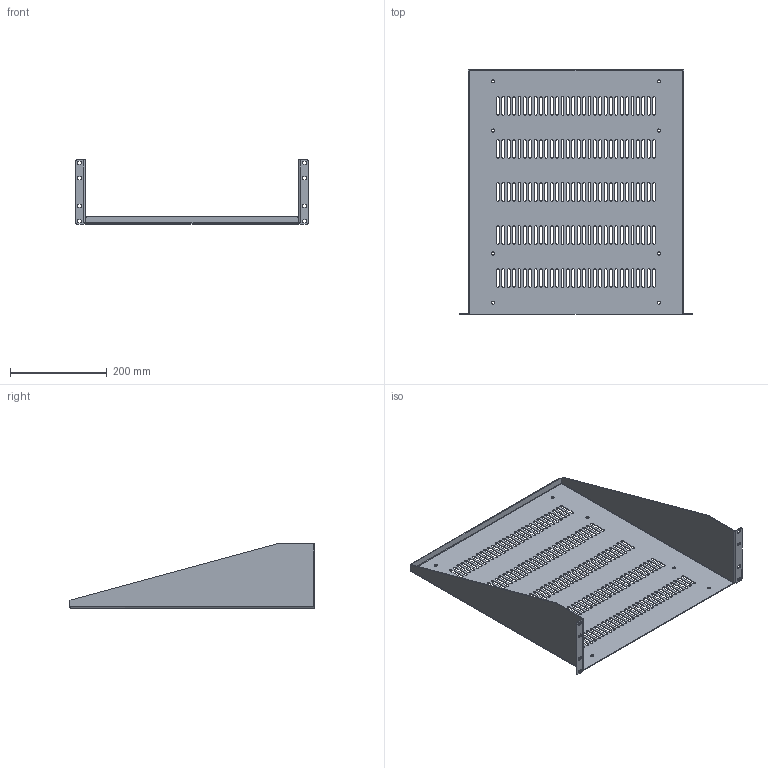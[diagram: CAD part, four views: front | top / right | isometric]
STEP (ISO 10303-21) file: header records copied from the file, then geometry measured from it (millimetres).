
FILE_DESCRIPTION (( 'STEP AP203' ), '1' );
FILE_NAME ('RASV190520BK1.step', '2020-11-12T15:55:50', ( 'ADC123' ), ( 'Microsoft' ), 'SwSTEP 2.0', 'SolidWorks 2019', '' );
FILE_SCHEMA (( 'CONFIG_CONTROL_DESIGN' ));
Length unit declared in the file: inch
Products named in the file (1): RASV190520BK1
Bounding box: 482.75 x 508 x 132.54 mm (x, y, z)
Volume: 519429.4 mm3; surface area: 595775.3 mm2
Topology: 1 solids, 1 shells, 704 faces, 2082 edges, 1380 vertices
Faces by surface type: plane 356, cylinder 344, bspline 4
Full cylindrical faces by diameter (mm): 6.35 x8
Entity records: 24601 total; most frequent: CARTESIAN_POINT 4463, ORIENTED_EDGE 4148, DIRECTION 4136, EDGE_CURVE 2074, AXIS2_PLACEMENT_3D 1381, VERTEX_POINT 1380, LINE 1374, VECTOR 1374
